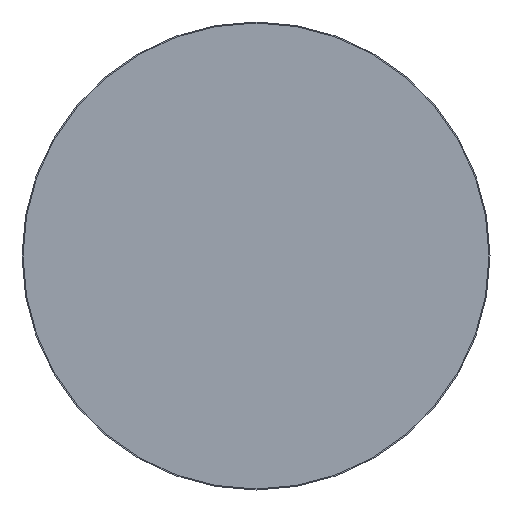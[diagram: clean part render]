
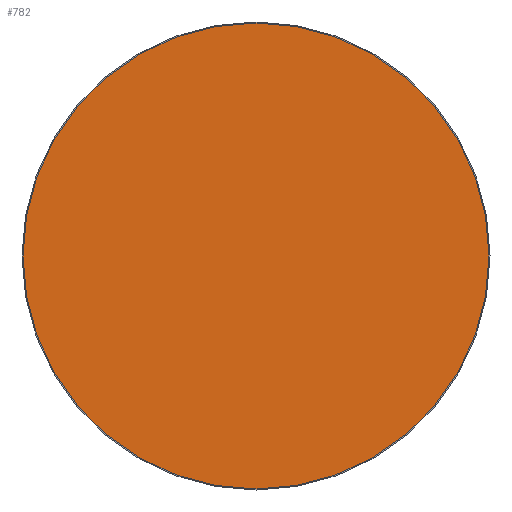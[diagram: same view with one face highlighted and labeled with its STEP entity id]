
A CAD part, left-side view. The second image highlights one B-rep face of the part: STEP entity #782.
In plain terms, the highlighted planar face has unit normal (-1, 0, 0).
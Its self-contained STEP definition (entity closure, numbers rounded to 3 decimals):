
#27 = AXIS2_PLACEMENT_3D ( 'NONE', #534, #533, #531 ) ;
#101 = AXIS2_PLACEMENT_3D ( 'NONE', #613, #743, #541 ) ;
#114 = AXIS2_PLACEMENT_3D ( 'NONE', #210, #208, #207 ) ;
#122 = EDGE_CURVE ( 'NONE', #372, #256, #321, .T. ) ;
#143 = EDGE_CURVE ( 'NONE', #256, #372, #404, .T. ) ;
#207 = DIRECTION ( 'NONE',  ( 0., 0., 1. ) ) ;
#208 = DIRECTION ( 'NONE',  ( -1., 0., 0. ) ) ;
#210 = CARTESIAN_POINT ( 'NONE',  ( -1.85, 0., 0. ) ) ;
#256 = VERTEX_POINT ( 'NONE', #682 ) ;
#260 = FACE_OUTER_BOUND ( 'NONE', #329, .T. ) ;
#321 = CIRCLE ( 'NONE', #114, 0.8 ) ;
#329 = EDGE_LOOP ( 'NONE', ( #474, #475 ) ) ;
#372 = VERTEX_POINT ( 'NONE', #712 ) ;
#404 = CIRCLE ( 'NONE', #101, 0.8 ) ;
#474 = ORIENTED_EDGE ( 'NONE', *, *, #122, .T. ) ;
#475 = ORIENTED_EDGE ( 'NONE', *, *, #143, .T. ) ;
#531 = DIRECTION ( 'NONE',  ( 0., 0., -1. ) ) ;
#533 = DIRECTION ( 'NONE',  ( 1., 0., 0. ) ) ;
#534 = CARTESIAN_POINT ( 'NONE',  ( -1.85, 0., 0. ) ) ;
#541 = DIRECTION ( 'NONE',  ( 0., 0., 1. ) ) ;
#543 = PLANE ( 'NONE',  #27 ) ;
#613 = CARTESIAN_POINT ( 'NONE',  ( -1.85, 0., 0. ) ) ;
#682 = CARTESIAN_POINT ( 'NONE',  ( -1.85, 0., -0.8 ) ) ;
#712 = CARTESIAN_POINT ( 'NONE',  ( -1.85, 0., 0.8 ) ) ;
#743 = DIRECTION ( 'NONE',  ( -1., 0., 0. ) ) ;
#782 = ADVANCED_FACE ( 'NONE', ( #260 ), #543, .F. ) ;
